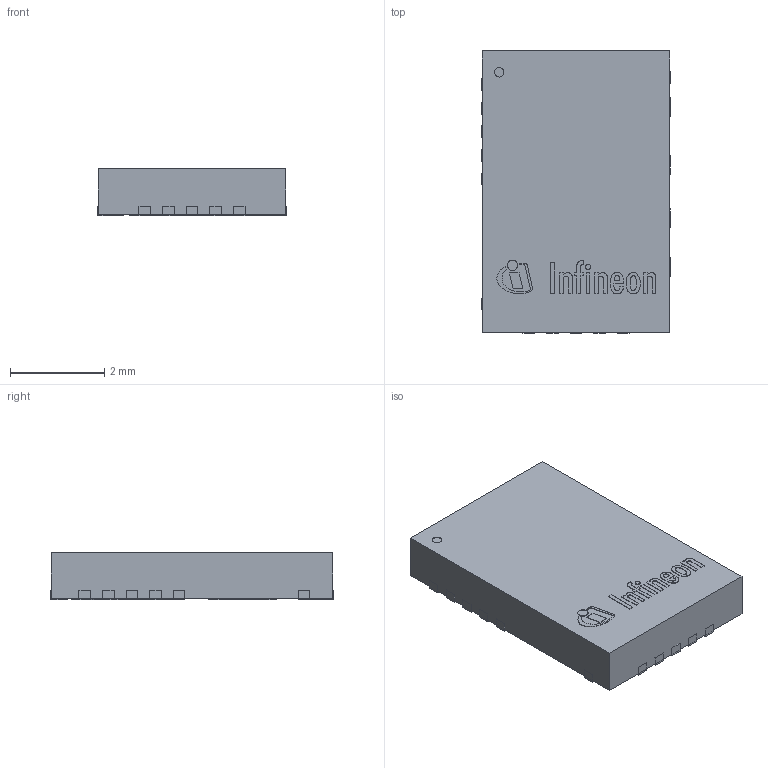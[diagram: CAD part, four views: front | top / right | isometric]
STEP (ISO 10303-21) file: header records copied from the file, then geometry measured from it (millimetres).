
FILE_DESCRIPTION(/* description */ (''),/* implementation_level */ '2;1');
FILE_NAME(/* name */ 'PG-IQFN-25-901_Z8B00211419_V01_3D.stp',/* time_stamp */ '2021-05-18T17:46:11+05:00',/* author */ ('janartha'),/* organization */ (''),/* preprocessor_version */ 'ST-DEVELOPER v16.13',/* originating_system */ 'AutoCAD Mechanical',/* authorisation */ '');
FILE_SCHEMA (('AUTOMOTIVE_DESIGN { 1 0 10303 214 3 1 1 }'));
Length unit declared in the file: millimetre
Products named in the file (1): Product
Bounding box: 4 x 6 x 1.01 mm (x, y, z)
Surface area: 100.1 mm2
Topology: 33 solids, 33 shells, 286 faces, 657 edges, 451 vertices
Faces by surface type: plane 222, cylinder 46, bspline 18
Full cylindrical faces by diameter (mm): 0.107 x1, 0.2 x2, 0.219 x1
Entity records: 8195 total; most frequent: CARTESIAN_POINT 1761, ORIENTED_EDGE 1306, DIRECTION 1247, EDGE_CURVE 653, LINE 525, VECTOR 525, VERTEX_POINT 438, AXIS2_PLACEMENT_3D 361
